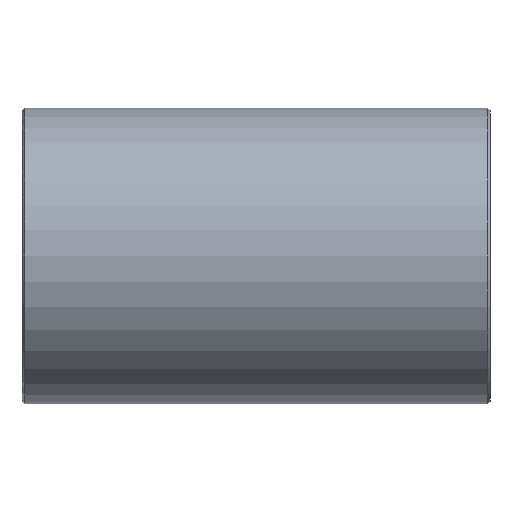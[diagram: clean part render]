
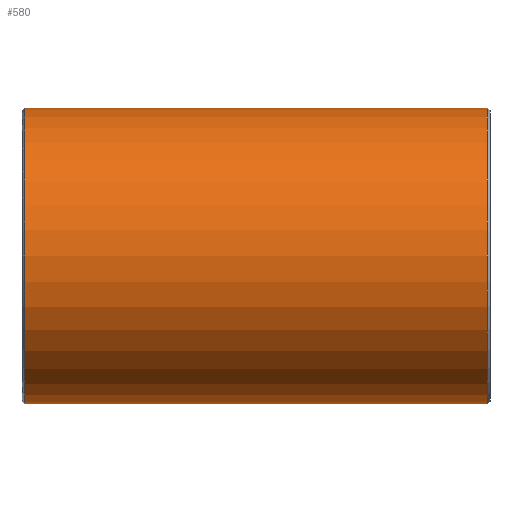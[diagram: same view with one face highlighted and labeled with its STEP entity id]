
A CAD part, front view. The second image highlights one B-rep face of the part: STEP entity #580.
In plain terms, the highlighted cylindrical face has radius 136.525 mm (diameter 273.05 mm), a partial arc.
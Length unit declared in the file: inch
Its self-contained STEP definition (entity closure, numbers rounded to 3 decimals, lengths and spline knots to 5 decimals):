
#4 = AXIS2_PLACEMENT_3D ( 'NONE', #136, #509, #316 ) ;
#6 = CARTESIAN_POINT ( 'NONE',  ( 0., 0., 5.375 ) ) ;
#43 = DIRECTION ( 'NONE',  ( 0., 0., 1. ) ) ;
#45 = EDGE_CURVE ( 'NONE', #66, #543, #427, .T. ) ;
#56 = VERTEX_POINT ( 'NONE', #6 ) ;
#66 = VERTEX_POINT ( 'NONE', #370 ) ;
#78 = EDGE_LOOP ( 'NONE', ( #375, #295, #412, #118, #502, #201 ) ) ;
#97 = VERTEX_POINT ( 'NONE', #191 ) ;
#99 = AXIS2_PLACEMENT_3D ( 'NONE', #186, #596, #43 ) ;
#108 = CYLINDRICAL_SURFACE ( 'NONE', #4, 5.375 ) ;
#118 = ORIENTED_EDGE ( 'NONE', *, *, #506, .T. ) ;
#136 = CARTESIAN_POINT ( 'NONE',  ( 8.5, 0., 0. ) ) ;
#151 = EDGE_CURVE ( 'NONE', #216, #97, #247, .T. ) ;
#153 = CARTESIAN_POINT ( 'NONE',  ( 0., 0., -5.375 ) ) ;
#159 = DIRECTION ( 'NONE',  ( 0., 0., -1. ) ) ;
#163 = CARTESIAN_POINT ( 'NONE',  ( 8.39767, 0., 0. ) ) ;
#186 = CARTESIAN_POINT ( 'NONE',  ( -8.39767, 0., 0. ) ) ;
#191 = CARTESIAN_POINT ( 'NONE',  ( 8.39767, 0., 5.375 ) ) ;
#201 = ORIENTED_EDGE ( 'NONE', *, *, #326, .F. ) ;
#204 = DIRECTION ( 'NONE',  ( -1., 0., 0. ) ) ;
#216 = VERTEX_POINT ( 'NONE', #243 ) ;
#228 = DIRECTION ( 'NONE',  ( -1., 0., 0. ) ) ;
#235 = CARTESIAN_POINT ( 'NONE',  ( 8.5, 0., 5.375 ) ) ;
#243 = CARTESIAN_POINT ( 'NONE',  ( 8.39767, 0., -5.375 ) ) ;
#247 = CIRCLE ( 'NONE', #362, 5.375 ) ;
#257 = VERTEX_POINT ( 'NONE', #153 ) ;
#295 = ORIENTED_EDGE ( 'NONE', *, *, #151, .T. ) ;
#311 = DIRECTION ( 'NONE',  ( -1., 0., 0. ) ) ;
#313 = LINE ( 'NONE', #493, #581 ) ;
#316 = DIRECTION ( 'NONE',  ( 0., 0., 1. ) ) ;
#318 = EDGE_CURVE ( 'NONE', #216, #257, #360, .T. ) ;
#323 = CARTESIAN_POINT ( 'NONE',  ( 8.5, 0., 5.375 ) ) ;
#326 = EDGE_CURVE ( 'NONE', #257, #543, #313, .T. ) ;
#360 = LINE ( 'NONE', #410, #430 ) ;
#362 = AXIS2_PLACEMENT_3D ( 'NONE', #163, #204, #159 ) ;
#370 = CARTESIAN_POINT ( 'NONE',  ( -8.39767, 0., 5.375 ) ) ;
#375 = ORIENTED_EDGE ( 'NONE', *, *, #318, .F. ) ;
#410 = CARTESIAN_POINT ( 'NONE',  ( 8.5, 0., -5.375 ) ) ;
#412 = ORIENTED_EDGE ( 'NONE', *, *, #492, .T. ) ;
#418 = LINE ( 'NONE', #323, #571 ) ;
#422 = DIRECTION ( 'NONE',  ( -1., 0., 0. ) ) ;
#424 = CARTESIAN_POINT ( 'NONE',  ( -8.39767, 0., -5.375 ) ) ;
#427 = CIRCLE ( 'NONE', #99, 5.375 ) ;
#430 = VECTOR ( 'NONE', #311, 39.37008 ) ;
#492 = EDGE_CURVE ( 'NONE', #97, #56, #592, .T. ) ;
#493 = CARTESIAN_POINT ( 'NONE',  ( 8.5, 0., -5.375 ) ) ;
#502 = ORIENTED_EDGE ( 'NONE', *, *, #45, .T. ) ;
#506 = EDGE_CURVE ( 'NONE', #56, #66, #418, .T. ) ;
#509 = DIRECTION ( 'NONE',  ( -1., 0., 0. ) ) ;
#543 = VERTEX_POINT ( 'NONE', #424 ) ;
#546 = FACE_OUTER_BOUND ( 'NONE', #78, .T. ) ;
#548 = VECTOR ( 'NONE', #228, 39.37008 ) ;
#571 = VECTOR ( 'NONE', #422, 39.37008 ) ;
#580 = ADVANCED_FACE ( 'NONE', ( #546 ), #108, .T. ) ;
#581 = VECTOR ( 'NONE', #585, 39.37008 ) ;
#585 = DIRECTION ( 'NONE',  ( -1., 0., 0. ) ) ;
#592 = LINE ( 'NONE', #235, #548 ) ;
#596 = DIRECTION ( 'NONE',  ( 1., 0., 0. ) ) ;
